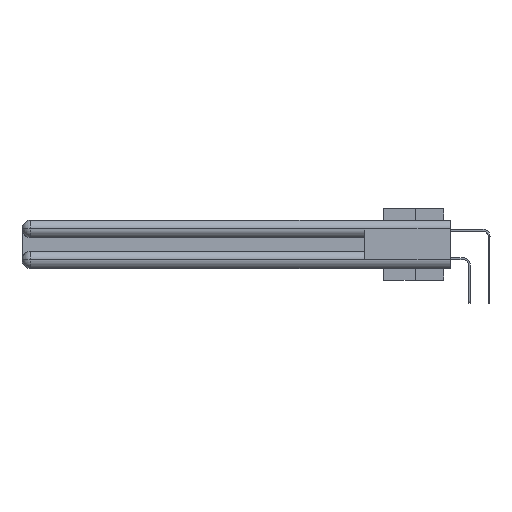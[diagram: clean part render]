
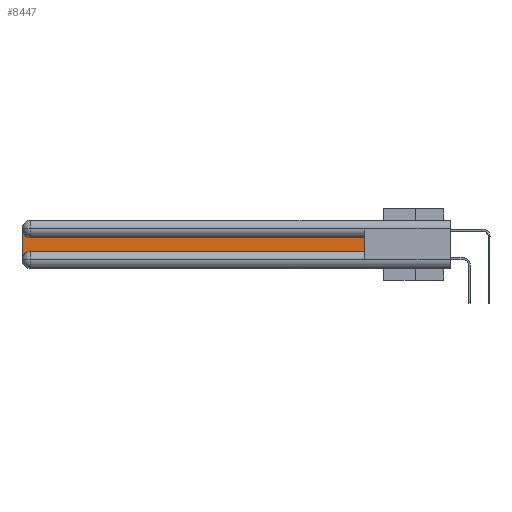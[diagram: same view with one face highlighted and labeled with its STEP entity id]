
A CAD part, left-side view. The second image highlights one B-rep face of the part: STEP entity #8447.
In plain terms, the highlighted planar face has unit normal (-1, 0, 0).
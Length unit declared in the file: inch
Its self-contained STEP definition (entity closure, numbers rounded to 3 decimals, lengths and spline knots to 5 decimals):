
#255 = EDGE_CURVE ( 'NONE', #21401, #21619, #35227, .T. ) ;
#326 = VERTEX_POINT ( 'NONE', #7432 ) ;
#591 = CARTESIAN_POINT ( 'NONE',  ( 0.075, 3., -0.2775 ) ) ;
#629 = VECTOR ( 'NONE', #13540, 39.37008 ) ;
#715 = LINE ( 'NONE', #12895, #20925 ) ;
#2477 = DIRECTION ( 'NONE',  ( 0., 1., 0. ) ) ;
#2683 = CARTESIAN_POINT ( 'NONE',  ( 0.075, 0.6, -0.2175 ) ) ;
#4529 = VECTOR ( 'NONE', #31537, 39.37008 ) ;
#5234 = EDGE_LOOP ( 'NONE', ( #34956, #21743, #10969, #36036, #32664, #30919 ) ) ;
#5579 = AXIS2_PLACEMENT_3D ( 'NONE', #7582, #29602, #7987 ) ;
#5779 = LINE ( 'NONE', #2683, #629 ) ;
#7223 = AXIS2_PLACEMENT_3D ( 'NONE', #9775, #22351, #19253 ) ;
#7432 = CARTESIAN_POINT ( 'NONE',  ( 0.075, 2.94, -0.1225 ) ) ;
#7582 = CARTESIAN_POINT ( 'NONE',  ( 0.075, 2.94, -0.0625 ) ) ;
#7987 = DIRECTION ( 'NONE',  ( 0., 0., -1. ) ) ;
#8447 = ADVANCED_FACE ( 'NONE', ( #30667 ), #20587, .F. ) ;
#9775 = CARTESIAN_POINT ( 'NONE',  ( 0.075, 2.94, -0.2775 ) ) ;
#10553 = VERTEX_POINT ( 'NONE', #33230 ) ;
#10969 = ORIENTED_EDGE ( 'NONE', *, *, #14886, .T. ) ;
#12075 = AXIS2_PLACEMENT_3D ( 'NONE', #33522, #17909, #30046 ) ;
#12374 = VECTOR ( 'NONE', #2477, 39.37008 ) ;
#12895 = CARTESIAN_POINT ( 'NONE',  ( 0.075, 3., -0.2175 ) ) ;
#13540 = DIRECTION ( 'NONE',  ( 0., -1., 0. ) ) ;
#13562 = EDGE_CURVE ( 'NONE', #33468, #28973, #25008, .T. ) ;
#14886 = EDGE_CURVE ( 'NONE', #10553, #33468, #715, .T. ) ;
#17909 = DIRECTION ( 'NONE',  ( 1., 0., 0. ) ) ;
#18522 = EDGE_CURVE ( 'NONE', #326, #10553, #35775, .T. ) ;
#19000 = CARTESIAN_POINT ( 'NONE',  ( 0.075, 0.6, -0.2175 ) ) ;
#19253 = DIRECTION ( 'NONE',  ( 0., 0., -1. ) ) ;
#20587 = PLANE ( 'NONE',  #12075 ) ;
#20925 = VECTOR ( 'NONE', #25467, 39.37008 ) ;
#21401 = VERTEX_POINT ( 'NONE', #34182 ) ;
#21619 = VERTEX_POINT ( 'NONE', #27592 ) ;
#21743 = ORIENTED_EDGE ( 'NONE', *, *, #18522, .T. ) ;
#22351 = DIRECTION ( 'NONE',  ( 1., 0., 0. ) ) ;
#25008 = CIRCLE ( 'NONE', #7223, 0.06 ) ;
#25467 = DIRECTION ( 'NONE',  ( 0., 0., -1. ) ) ;
#27592 = CARTESIAN_POINT ( 'NONE',  ( 0.075, 0.6, -0.1225 ) ) ;
#28973 = VERTEX_POINT ( 'NONE', #40136 ) ;
#29602 = DIRECTION ( 'NONE',  ( 1., 0., 0. ) ) ;
#30046 = DIRECTION ( 'NONE',  ( 0., 0., -1. ) ) ;
#30665 = LINE ( 'NONE', #40549, #12374 ) ;
#30667 = FACE_OUTER_BOUND ( 'NONE', #5234, .T. ) ;
#30919 = ORIENTED_EDGE ( 'NONE', *, *, #255, .T. ) ;
#31537 = DIRECTION ( 'NONE',  ( 0., 0., 1. ) ) ;
#32664 = ORIENTED_EDGE ( 'NONE', *, *, #38823, .T. ) ;
#33230 = CARTESIAN_POINT ( 'NONE',  ( 0.075, 3., -0.0625 ) ) ;
#33468 = VERTEX_POINT ( 'NONE', #591 ) ;
#33522 = CARTESIAN_POINT ( 'NONE',  ( 0.075, 3., -0.1225 ) ) ;
#34182 = CARTESIAN_POINT ( 'NONE',  ( 0.075, 0.6, -0.2175 ) ) ;
#34956 = ORIENTED_EDGE ( 'NONE', *, *, #37515, .T. ) ;
#35227 = LINE ( 'NONE', #19000, #4529 ) ;
#35775 = CIRCLE ( 'NONE', #5579, 0.06 ) ;
#36036 = ORIENTED_EDGE ( 'NONE', *, *, #13562, .T. ) ;
#37515 = EDGE_CURVE ( 'NONE', #21619, #326, #30665, .T. ) ;
#38823 = EDGE_CURVE ( 'NONE', #28973, #21401, #5779, .T. ) ;
#40136 = CARTESIAN_POINT ( 'NONE',  ( 0.075, 2.94, -0.2175 ) ) ;
#40549 = CARTESIAN_POINT ( 'NONE',  ( 0.075, 0.6, -0.1225 ) ) ;
